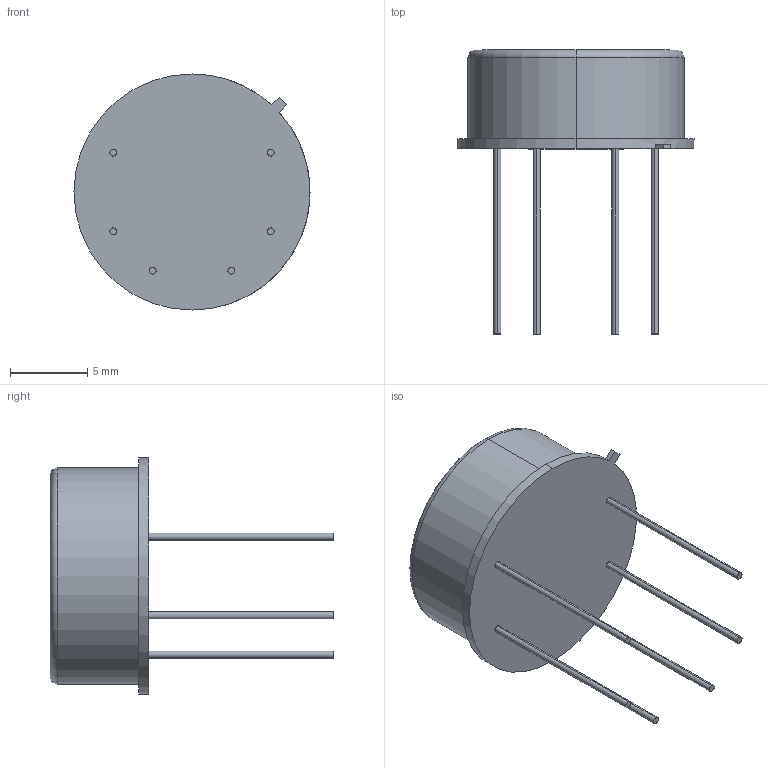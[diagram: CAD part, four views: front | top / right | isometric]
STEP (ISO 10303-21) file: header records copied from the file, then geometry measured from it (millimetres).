
FILE_DESCRIPTION (( 'STEP AP214' ), '1' );
FILE_NAME ('Hamamatsu_G12180-120A.STEP', '2024-12-29T00:16:53', ( '' ), ( '' ), 'SwSTEP 2.0', 'SolidWorks 2022', '' );
FILE_SCHEMA (( 'AUTOMOTIVE_DESIGN' ));
Length unit declared in the file: millimetre
Products named in the file (4): Hamamatsu_TO-8_6mm_can; Hamamatsu_TO-8_G12180_2mm_die; Hamamatsu_G12180-120A; Hamamatsu_TO-8_window
Assembly tree (3 placements, depth 2):
  Hamamatsu_G12180-120A
    Hamamatsu_TO-8_6mm_can
    Hamamatsu_TO-8_G12180_2mm_die
    Hamamatsu_TO-8_window
Bounding box: 15.3 x 18.4 x 15.3 mm (x, y, z)
Volume: 339.8 mm3; surface area: 1432.9 mm2
Topology: 3 solids, 3 shells, 52 faces, 104 edges, 68 vertices
Faces by surface type: cylinder 24, plane 24, torus 4
Entity records: 1869 total; most frequent: DIRECTION 278, CARTESIAN_POINT 230, ORIENTED_EDGE 208, AXIS2_PLACEMENT_3D 116, EDGE_CURVE 104, VERTEX_POINT 68, EDGE_LOOP 62, CIRCLE 58
